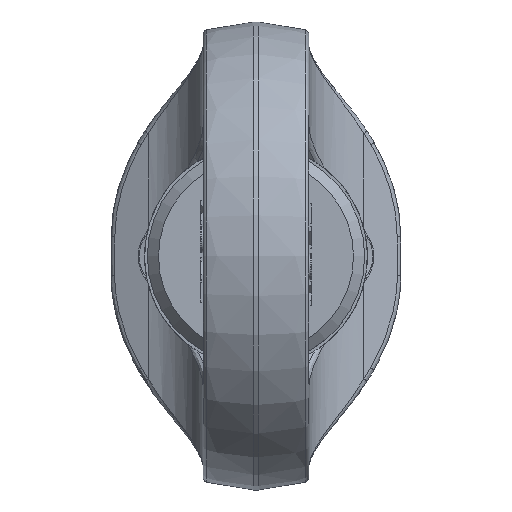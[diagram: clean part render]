
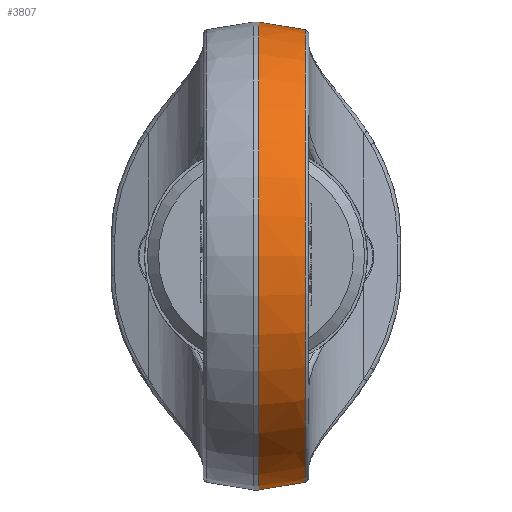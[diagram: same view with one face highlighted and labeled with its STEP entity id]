
A CAD part, top view. The second image highlights one B-rep face of the part: STEP entity #3807.
In plain terms, the highlighted face is a revolution surface.
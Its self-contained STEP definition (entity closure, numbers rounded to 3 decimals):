
#1362=CARTESIAN_POINT('Vertex',(8.827,-38.534,-12.795)) ;
#1369=CARTESIAN_POINT('Vertex',(8.827,38.534,-12.795)) ;
#1372=CARTESIAN_POINT('Axis2P3D Location',(8.827,0.,0.)) ;
#3387=CARTESIAN_POINT('Vertex',(10.168,35.183,-19.232)) ;
#3391=CARTESIAN_POINT('Control Point',(8.827,38.534,-12.795)) ;
#3392=CARTESIAN_POINT('Control Point',(8.827,38.2,-13.798)) ;
#3393=CARTESIAN_POINT('Control Point',(8.905,37.809,-14.781)) ;
#3394=CARTESIAN_POINT('Control Point',(9.054,37.369,-15.724)) ;
#3395=CARTESIAN_POINT('Control Point',(9.354,36.678,-17.015)) ;
#3396=CARTESIAN_POINT('Control Point',(9.753,35.918,-18.201)) ;
#3397=CARTESIAN_POINT('Control Point',(9.884,35.678,-18.555)) ;
#3398=CARTESIAN_POINT('Control Point',(10.023,35.433,-18.899)) ;
#3399=CARTESIAN_POINT('Control Point',(10.168,35.183,-19.232)) ;
#3745=CARTESIAN_POINT('Vertex',(10.168,-35.183,-19.232)) ;
#3749=CARTESIAN_POINT('Control Point',(10.168,-35.183,-19.232)) ;
#3750=CARTESIAN_POINT('Control Point',(10.026,-35.427,-18.907)) ;
#3751=CARTESIAN_POINT('Control Point',(9.891,-35.666,-18.571)) ;
#3752=CARTESIAN_POINT('Control Point',(9.763,-35.9,-18.226)) ;
#3753=CARTESIAN_POINT('Control Point',(9.423,-36.545,-17.225)) ;
#3754=CARTESIAN_POINT('Control Point',(9.154,-37.141,-16.147)) ;
#3755=CARTESIAN_POINT('Control Point',(9.015,-37.503,-15.42)) ;
#3756=CARTESIAN_POINT('Control Point',(8.889,-37.93,-14.455)) ;
#3757=CARTESIAN_POINT('Control Point',(8.838,-38.304,-13.458)) ;
#3758=CARTESIAN_POINT('Control Point',(8.83,-38.383,-13.238)) ;
#3759=CARTESIAN_POINT('Control Point',(8.827,-38.46,-13.017)) ;
#3760=CARTESIAN_POINT('Control Point',(8.827,-38.534,-12.795)) ;
#3770=CARTESIAN_POINT('Control Point',(0.5,-8.308,-41.17)) ;
#3771=CARTESIAN_POINT('Control Point',(8.511,-8.308,-41.17)) ;
#3772=CARTESIAN_POINT('Control Point',(16.53,-7.687,-38.095)) ;
#3773=CARTESIAN_POINT('Control Point',(22.863,-6.434,-31.887)) ;
#3774=CARTESIAN_POINT('Control Point',(26.,-4.848,-24.027)) ;
#3775=CARTESIAN_POINT('Control Point',(26.,-3.264,-16.174)) ;
#3776=CARTESIAN_POINT('Axis1P Location',(0.5,0.,0.)) ;
#3780=CARTESIAN_POINT('Axis2P3D Location',(0.5,14.478,-7.914)) ;
#3784=CARTESIAN_POINT('Vertex',(0.5,36.853,-20.145)) ;
#3787=CARTESIAN_POINT('Axis2P3D Location',(0.5,0.,0.)) ;
#3791=CARTESIAN_POINT('Vertex',(0.5,-36.853,-20.145)) ;
#3794=CARTESIAN_POINT('Axis2P3D Location',(0.5,-14.478,-7.914)) ;
#1373=DIRECTION('Axis2P3D Direction',(1.,-0.,0.)) ;
#3777=DIRECTION('Axis1P Direction',(-1.,-0.,-0.)) ;
#3781=DIRECTION('Axis2P3D Direction',(0.,-0.48,-0.877)) ;
#3788=DIRECTION('Axis2P3D Direction',(1.,0.,0.)) ;
#3795=DIRECTION('Axis2P3D Direction',(0.,-0.48,0.877)) ;
#1374=AXIS2_PLACEMENT_3D('Circle Axis2P3D',#1372,#1373,$) ;
#3782=AXIS2_PLACEMENT_3D('Circle Axis2P3D',#3780,#3781,$) ;
#3789=AXIS2_PLACEMENT_3D('Circle Axis2P3D',#3787,#3788,$) ;
#3796=AXIS2_PLACEMENT_3D('Circle Axis2P3D',#3794,#3795,$) ;
#3800=ORIENTED_EDGE('',*,*,#3786,.T.) ;
#3801=ORIENTED_EDGE('',*,*,#3793,.T.) ;
#3802=ORIENTED_EDGE('',*,*,#3798,.F.) ;
#3803=ORIENTED_EDGE('',*,*,#3761,.T.) ;
#3804=ORIENTED_EDGE('',*,*,#1376,.T.) ;
#3805=ORIENTED_EDGE('',*,*,#3400,.T.) ;
#3807=ADVANCED_FACE('\X2\52A05DE55716\X0\(\X2\522A9664659C9762\X0\)',(#3806),#3779,.F.) ;
#3778=AXIS1_PLACEMENT('Revolution Surface Axis1P',#3776,#3777) ;
#3390=B_SPLINE_CURVE_WITH_KNOTS('',5,(#3391,#3392,#3393,#3394,#3395,#3396,#3397,#3398,#3399),.UNSPECIFIED.,.F.,.U.,(6,3,6),(12.935,18.263,20.626),.UNSPECIFIED.) ;
#3748=B_SPLINE_CURVE_WITH_KNOTS('',5,(#3749,#3750,#3751,#3752,#3753,#3754,#3755,#3756,#3757,#3758,#3759,#3760),.UNSPECIFIED.,.F.,.U.,(6,3,3,6),(40.082,42.389,46.594,47.773),.UNSPECIFIED.) ;
#3769=B_SPLINE_CURVE_WITH_KNOTS('',5,(#3770,#3771,#3772,#3773,#3774,#3775),.UNSPECIFIED.,.F.,.U.,(6,6),(0.,40.055),.UNSPECIFIED.) ;
#1375=CIRCLE('generated circle',#1374,40.602) ;
#3783=CIRCLE('generated circle',#3782,25.5) ;
#3790=CIRCLE('generated circle',#3789,42.) ;
#3797=CIRCLE('generated circle',#3796,25.5) ;
#1376=EDGE_CURVE('',#1363,#1370,#1375,.F.) ;
#3400=EDGE_CURVE('',#1370,#3388,#3390,.T.) ;
#3761=EDGE_CURVE('',#3746,#1363,#3748,.T.) ;
#3786=EDGE_CURVE('',#3388,#3785,#3783,.F.) ;
#3793=EDGE_CURVE('',#3785,#3792,#3790,.T.) ;
#3798=EDGE_CURVE('',#3746,#3792,#3797,.F.) ;
#3799=EDGE_LOOP('',(#3800,#3801,#3802,#3803,#3804,#3805)) ;
#3806=FACE_OUTER_BOUND('',#3799,.T.) ;
#3779=SURFACE_OF_REVOLUTION('homeo Torus',#3769,#3778) ;
#1363=VERTEX_POINT('',#1362) ;
#1370=VERTEX_POINT('',#1369) ;
#3388=VERTEX_POINT('',#3387) ;
#3746=VERTEX_POINT('',#3745) ;
#3785=VERTEX_POINT('',#3784) ;
#3792=VERTEX_POINT('',#3791) ;
